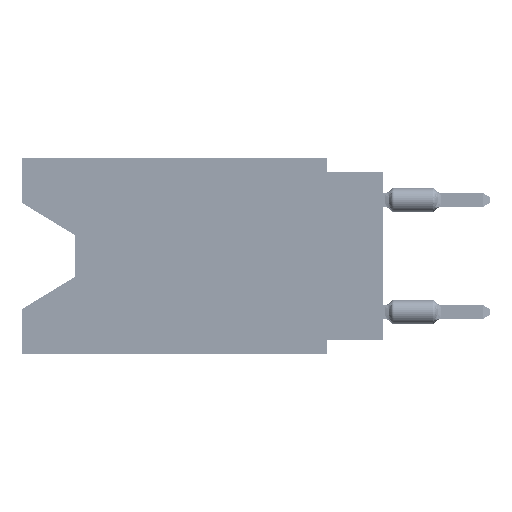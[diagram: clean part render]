
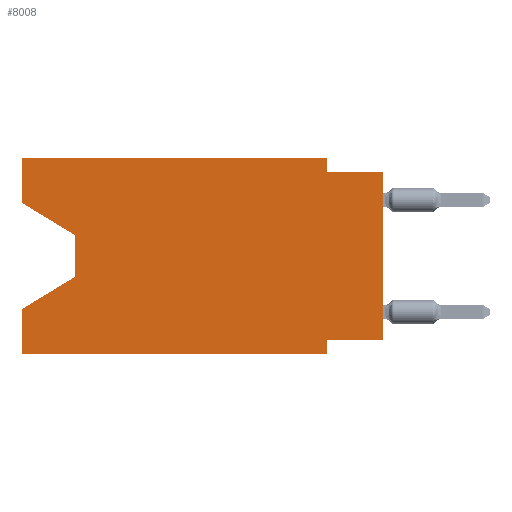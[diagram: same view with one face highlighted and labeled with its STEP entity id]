
A CAD part, left-side view. The second image highlights one B-rep face of the part: STEP entity #8008.
In plain terms, the highlighted planar face has unit normal (-1, 0, 0).
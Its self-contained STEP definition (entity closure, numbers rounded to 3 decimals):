
#37 = ORIENTED_EDGE ( 'NONE', *, *, #38279, .F. ) ;
#271 = DIRECTION ( 'NONE',  ( 0., 0., 1. ) ) ;
#696 = DIRECTION ( 'NONE',  ( 0., 0., 1. ) ) ;
#899 = LINE ( 'NONE', #43607, #7764 ) ;
#2464 = DIRECTION ( 'NONE',  ( 0., -1., 0. ) ) ;
#2902 = CARTESIAN_POINT ( 'NONE',  ( 0., 2.54, -8.255 ) ) ;
#3138 = DIRECTION ( 'NONE',  ( 1., 0., 0. ) ) ;
#3151 = EDGE_CURVE ( 'NONE', #47033, #35125, #6902, .T. ) ;
#4089 = LINE ( 'NONE', #47496, #69058 ) ;
#4430 = CARTESIAN_POINT ( 'NONE',  ( 0., 16.383, -2.038 ) ) ;
#6085 = VERTEX_POINT ( 'NONE', #58405 ) ;
#6902 = LINE ( 'NONE', #32819, #32055 ) ;
#7014 = LINE ( 'NONE', #13322, #38475 ) ;
#7647 = DIRECTION ( 'NONE',  ( 0., -1., 0. ) ) ;
#7764 = VECTOR ( 'NONE', #23631, 1000. ) ;
#8008 = ADVANCED_FACE ( 'NONE', ( #40578 ), #29734, .F. ) ;
#8591 = CARTESIAN_POINT ( 'NONE',  ( 0., 0., -0.635 ) ) ;
#8721 = EDGE_CURVE ( 'NONE', #28541, #19896, #899, .T. ) ;
#9698 = VECTOR ( 'NONE', #271, 1000. ) ;
#10252 = VECTOR ( 'NONE', #696, 1000. ) ;
#11656 = DIRECTION ( 'NONE',  ( 0., 1., 0. ) ) ;
#12925 = ORIENTED_EDGE ( 'NONE', *, *, #34212, .T. ) ;
#13322 = CARTESIAN_POINT ( 'NONE',  ( 0., 16.383, -8.89 ) ) ;
#13936 = DIRECTION ( 'NONE',  ( 0., 0., 1. ) ) ;
#14968 = CARTESIAN_POINT ( 'NONE',  ( 0., 16.383, 0. ) ) ;
#16987 = LINE ( 'NONE', #64238, #57282 ) ;
#18043 = CARTESIAN_POINT ( 'NONE',  ( 0., 13.97, -5.385 ) ) ;
#18860 = VECTOR ( 'NONE', #7647, 1000. ) ;
#19783 = EDGE_CURVE ( 'NONE', #50837, #6085, #43267, .T. ) ;
#19896 = VERTEX_POINT ( 'NONE', #67349 ) ;
#19924 = ORIENTED_EDGE ( 'NONE', *, *, #32349, .F. ) ;
#20423 = VECTOR ( 'NONE', #11656, 1000. ) ;
#20550 = DIRECTION ( 'NONE',  ( 0., 0., -1. ) ) ;
#21080 = CARTESIAN_POINT ( 'NONE',  ( 0., 16.383, -8.89 ) ) ;
#23472 = VERTEX_POINT ( 'NONE', #34642 ) ;
#23631 = DIRECTION ( 'NONE',  ( 0., -1., 0. ) ) ;
#24093 = CARTESIAN_POINT ( 'NONE',  ( 0., 0., -0.635 ) ) ;
#25098 = EDGE_CURVE ( 'NONE', #35168, #29818, #40844, .T. ) ;
#26719 = CARTESIAN_POINT ( 'NONE',  ( 0., 0., -8.255 ) ) ;
#26887 = DIRECTION ( 'NONE',  ( 0., 0., -1. ) ) ;
#27310 = LINE ( 'NONE', #64739, #10252 ) ;
#28541 = VERTEX_POINT ( 'NONE', #40422 ) ;
#29225 = ORIENTED_EDGE ( 'NONE', *, *, #19783, .T. ) ;
#29673 = ORIENTED_EDGE ( 'NONE', *, *, #3151, .F. ) ;
#29734 = PLANE ( 'NONE',  #52417 ) ;
#29818 = VERTEX_POINT ( 'NONE', #67362 ) ;
#30032 = LINE ( 'NONE', #14968, #49265 ) ;
#31157 = EDGE_CURVE ( 'NONE', #35168, #28541, #27310, .T. ) ;
#31568 = ORIENTED_EDGE ( 'NONE', *, *, #67110, .F. ) ;
#31873 = EDGE_CURVE ( 'NONE', #29818, #50837, #16987, .T. ) ;
#32055 = VECTOR ( 'NONE', #26887, 1000. ) ;
#32349 = EDGE_CURVE ( 'NONE', #23472, #47033, #59579, .T. ) ;
#32819 = CARTESIAN_POINT ( 'NONE',  ( 0., 2.54, -8.89 ) ) ;
#33765 = VERTEX_POINT ( 'NONE', #60634 ) ;
#34087 = CARTESIAN_POINT ( 'NONE',  ( 0., 16.383, -2.038 ) ) ;
#34212 = EDGE_CURVE ( 'NONE', #62618, #35125, #7014, .T. ) ;
#34642 = CARTESIAN_POINT ( 'NONE',  ( 0., 0., -8.255 ) ) ;
#35125 = VERTEX_POINT ( 'NONE', #49143 ) ;
#35168 = VERTEX_POINT ( 'NONE', #34087 ) ;
#35549 = VECTOR ( 'NONE', #49194, 1000. ) ;
#35832 = ORIENTED_EDGE ( 'NONE', *, *, #61962, .T. ) ;
#38074 = LINE ( 'NONE', #43664, #9698 ) ;
#38279 = EDGE_CURVE ( 'NONE', #19896, #33765, #4089, .T. ) ;
#38475 = VECTOR ( 'NONE', #2464, 1000. ) ;
#39454 = EDGE_CURVE ( 'NONE', #33765, #67549, #67459, .T. ) ;
#40422 = CARTESIAN_POINT ( 'NONE',  ( 0., 16.383, 0. ) ) ;
#40578 = FACE_OUTER_BOUND ( 'NONE', #63750, .T. ) ;
#40844 = LINE ( 'NONE', #4430, #68267 ) ;
#43267 = LINE ( 'NONE', #18043, #35549 ) ;
#43607 = CARTESIAN_POINT ( 'NONE',  ( 0., 16.383, 0. ) ) ;
#43655 = CARTESIAN_POINT ( 'NONE',  ( 0., 13.97, -5.385 ) ) ;
#43664 = CARTESIAN_POINT ( 'NONE',  ( 0., 0., 0. ) ) ;
#47033 = VERTEX_POINT ( 'NONE', #2902 ) ;
#47496 = CARTESIAN_POINT ( 'NONE',  ( 0., 2.54, 0. ) ) ;
#48156 = DIRECTION ( 'NONE',  ( 0., 0., -1. ) ) ;
#49143 = CARTESIAN_POINT ( 'NONE',  ( 0., 2.54, -8.89 ) ) ;
#49194 = DIRECTION ( 'NONE',  ( 0., 0.855, -0.519 ) ) ;
#49265 = VECTOR ( 'NONE', #13936, 1000. ) ;
#50837 = VERTEX_POINT ( 'NONE', #43655 ) ;
#51079 = CARTESIAN_POINT ( 'NONE',  ( 0., 16.383, 0. ) ) ;
#52023 = DIRECTION ( 'NONE',  ( 0., -0.855, -0.519 ) ) ;
#52417 = AXIS2_PLACEMENT_3D ( 'NONE', #51079, #3138, #67172 ) ;
#53400 = ORIENTED_EDGE ( 'NONE', *, *, #8721, .F. ) ;
#54962 = ORIENTED_EDGE ( 'NONE', *, *, #31873, .T. ) ;
#56280 = ORIENTED_EDGE ( 'NONE', *, *, #25098, .T. ) ;
#57282 = VECTOR ( 'NONE', #48156, 1000. ) ;
#58405 = CARTESIAN_POINT ( 'NONE',  ( 0., 16.383, -6.852 ) ) ;
#59579 = LINE ( 'NONE', #26719, #20423 ) ;
#60634 = CARTESIAN_POINT ( 'NONE',  ( 0., 2.54, -0.635 ) ) ;
#61962 = EDGE_CURVE ( 'NONE', #23472, #67549, #38074, .T. ) ;
#62618 = VERTEX_POINT ( 'NONE', #21080 ) ;
#63750 = EDGE_LOOP ( 'NONE', ( #56280, #54962, #29225, #31568, #12925, #29673, #19924, #35832, #64842, #37, #53400, #66649 ) ) ;
#64238 = CARTESIAN_POINT ( 'NONE',  ( 0., 13.97, -3.505 ) ) ;
#64739 = CARTESIAN_POINT ( 'NONE',  ( 0., 16.383, 0. ) ) ;
#64842 = ORIENTED_EDGE ( 'NONE', *, *, #39454, .F. ) ;
#66649 = ORIENTED_EDGE ( 'NONE', *, *, #31157, .F. ) ;
#67110 = EDGE_CURVE ( 'NONE', #62618, #6085, #30032, .T. ) ;
#67172 = DIRECTION ( 'NONE',  ( 0., 0., -1. ) ) ;
#67349 = CARTESIAN_POINT ( 'NONE',  ( 0., 2.54, 0. ) ) ;
#67362 = CARTESIAN_POINT ( 'NONE',  ( 0., 13.97, -3.505 ) ) ;
#67459 = LINE ( 'NONE', #24093, #18860 ) ;
#67549 = VERTEX_POINT ( 'NONE', #8591 ) ;
#68267 = VECTOR ( 'NONE', #52023, 1000. ) ;
#69058 = VECTOR ( 'NONE', #20550, 1000. ) ;
